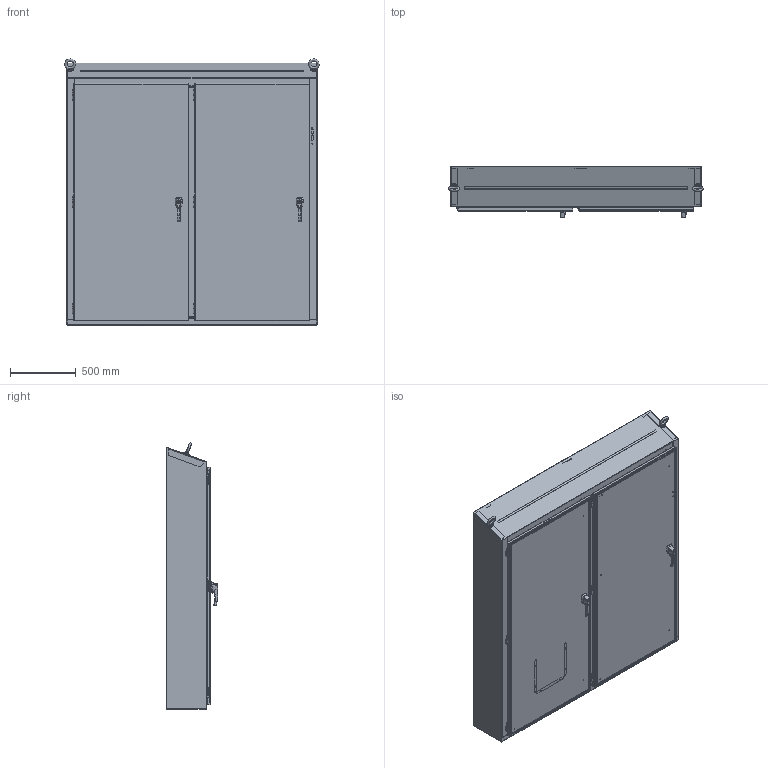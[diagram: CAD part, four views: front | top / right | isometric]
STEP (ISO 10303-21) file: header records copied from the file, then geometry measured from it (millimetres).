
FILE_DESCRIPTION (( 'STEP AP203' ), '1' );
FILE_NAME ('2STFSD747512SS.step', '2020-11-12T19:54:43', ( 'ADC123' ), ( 'Microsoft' ), 'SwSTEP 2.0', 'SolidWorks 2019', '' );
FILE_SCHEMA (( 'CONFIG_CONTROL_DESIGN' ));
Products named in the file (1): 2STFSD747512SS
Bounding box: 1938.21 x 393.46 x 2026.64 mm (x, y, z)
Volume: 39930326.8 mm3; surface area: 31171746.7 mm2
Topology: 210 solids, 212 shells, 3274 faces, 7699 edges, 4916 vertices
Faces by surface type: plane 1902, cylinder 992, bspline 250, cone 127, torus 3
Full cylindrical faces by diameter (mm): 3.68 x4, 3.81 x4, 4.249 x2, 4.394 x2, 4.75 x5, 4.826 x4, 4.928 x1, 4.976 x11, 4.978 x3, 5.08 x2, 5.105 x6, 5.537 x8, 5.842 x2, 5.893 x2, 5.918 x2, 6.248 x8, 6.35 x43, 6.477 x5, 6.528 x10, 6.731 x2, 6.756 x3, 7.112 x10, 7.137 x13, 7.163 x4, 7.366 x2, 7.442 x6, 7.805 x9, 7.937 x3, 7.938 x8, 7.95 x16
Entity records: 117892 total; most frequent: CARTESIAN_POINT 46142, DIRECTION 14197, ORIENTED_EDGE 14088, EDGE_CURVE 7044, AXIS2_PLACEMENT_3D 5041, VERTEX_POINT 4862, EDGE_LOOP 4360, LINE 4115
